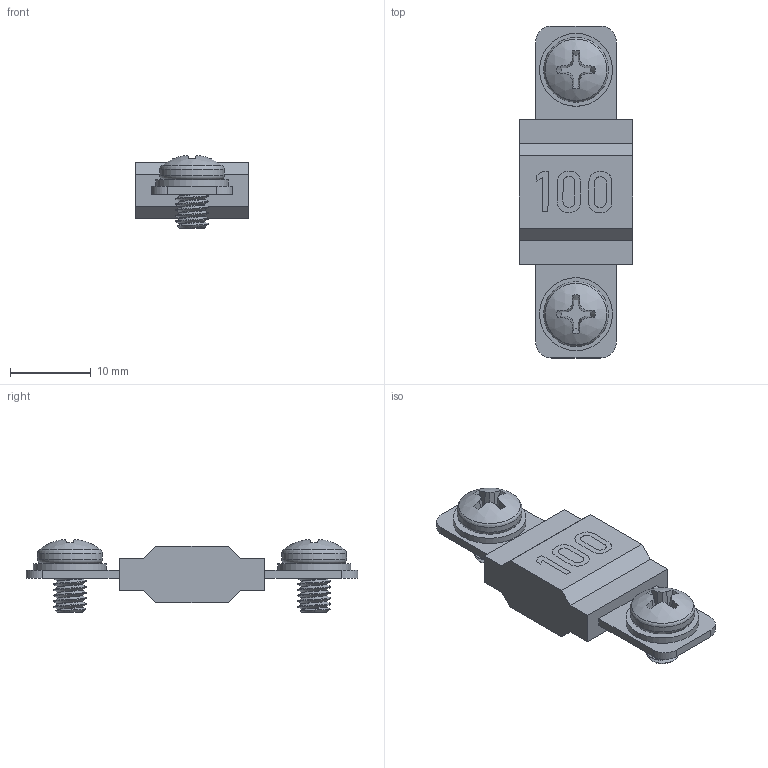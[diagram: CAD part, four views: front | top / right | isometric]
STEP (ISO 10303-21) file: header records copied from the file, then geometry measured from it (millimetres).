
FILE_DESCRIPTION(/* description */ (''),/* implementation_level */ '2;1');
FILE_NAME(/* name */ 'fuse assembly no pcb no support v2.step',/* time_stamp */ '2022-08-09T00:05:45+03:00',/* author */ (''),/* organization */ (''),/* preprocessor_version */ 'ST-DEVELOPER v19.2',/* originating_system */ 'Autodesk Translation Framework v12.6.0.85',/* authorisation */ '');
FILE_SCHEMA (('AUTOMOTIVE_DESIGN { 1 0 10303 214 3 1 1 }'));
Length unit declared in the file: millimetre
Products named in the file (4): fuse assembly no pcb no support; 100 anlfuse; 94102A137_JIS Stainless Steel Pan Head Screws; 90718A140_Electrical-Insulating Nylon Washer
Assembly tree (5 placements, depth 2):
  fuse assembly no pcb no support
    100 anlfuse
    94102A137_JIS Stainless Steel Pan Head Screws  x2
    90718A140_Electrical-Insulating Nylon Washer  x2
Bounding box: 14 x 41 x 9.01 mm (x, y, z)
Volume: 2026.1 mm3; surface area: 2125.2 mm2
Topology: 5 solids, 5 shells, 148 faces, 415 edges, 288 vertices
Faces by surface type: plane 71, cylinder 48, cone 12, bspline 11, torus 4, sphere 2
Full cylindrical faces by diameter (mm): 3.091 x14, 4 x14, 4.3 x2, 5.5 x2, 8 x2, 9 x2
Entity records: 5120 total; most frequent: CARTESIAN_POINT 2554, ORIENTED_EDGE 546, DIRECTION 431, EDGE_CURVE 273, VERTEX_POINT 194, AXIS2_PLACEMENT_3D 150, LINE 131, VECTOR 131
